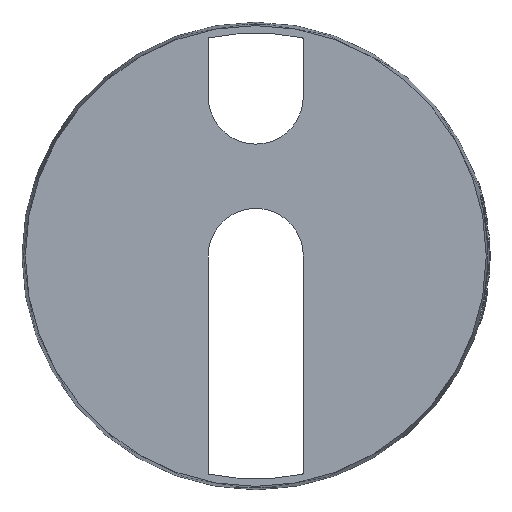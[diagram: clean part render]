
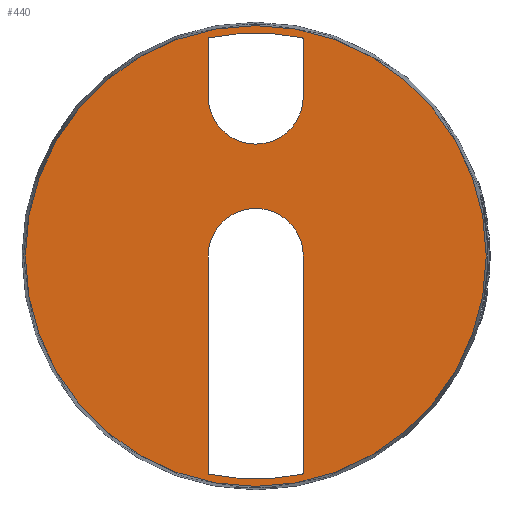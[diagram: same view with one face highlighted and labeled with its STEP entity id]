
A CAD part, left-side view. The second image highlights one B-rep face of the part: STEP entity #440.
In plain terms, the highlighted planar face has unit normal (-1, 0, 0).
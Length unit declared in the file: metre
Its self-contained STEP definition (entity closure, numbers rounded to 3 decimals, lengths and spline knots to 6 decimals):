
#440=ADVANCED_FACE('',(#1093,#1094,#1095),#1096,.F.);
#1093=FACE_OUTER_BOUND('',#1886,.T.);
#1094=FACE_BOUND('',#1887,.T.);
#1095=FACE_BOUND('',#1888,.T.);
#1096=PLANE('',#1889);
#1886=EDGE_LOOP('',(#4253));
#1887=EDGE_LOOP('',(#4254,#4255,#4256,#4257,#4258,#4259));
#1888=EDGE_LOOP('',(#4260,#4261,#4262,#4263,#4264,#4265));
#1889=AXIS2_PLACEMENT_3D('',#4266,#4267,#4268);
#4253=ORIENTED_EDGE('',*,*,#4717,.T.);
#4254=ORIENTED_EDGE('',*,*,#4719,.F.);
#4255=ORIENTED_EDGE('',*,*,#4720,.F.);
#4256=ORIENTED_EDGE('',*,*,#4721,.F.);
#4257=ORIENTED_EDGE('',*,*,#4722,.F.);
#4258=ORIENTED_EDGE('',*,*,#4723,.F.);
#4259=ORIENTED_EDGE('',*,*,#4724,.F.);
#4260=ORIENTED_EDGE('',*,*,#4725,.F.);
#4261=ORIENTED_EDGE('',*,*,#4726,.F.);
#4262=ORIENTED_EDGE('',*,*,#4727,.F.);
#4263=ORIENTED_EDGE('',*,*,#4728,.F.);
#4264=ORIENTED_EDGE('',*,*,#4729,.F.);
#4265=ORIENTED_EDGE('',*,*,#4730,.F.);
#4266=CARTESIAN_POINT('',(-0.0055,-0.0265,0.));
#4267=DIRECTION('',(1.0,0.0,0.0));
#4268=DIRECTION('',(0.0,1.0,0.0));
#4717=EDGE_CURVE('',#4852,#4852,#4853,.F.);
#4719=EDGE_CURVE('',#4855,#4856,#4857,.T.);
#4720=EDGE_CURVE('',#4858,#4855,#4859,.T.);
#4721=EDGE_CURVE('',#4860,#4858,#4861,.T.);
#4722=EDGE_CURVE('',#4862,#4860,#4863,.T.);
#4723=EDGE_CURVE('',#4864,#4862,#4865,.T.);
#4724=EDGE_CURVE('',#4856,#4864,#4866,.T.);
#4725=EDGE_CURVE('',#4867,#4868,#4869,.T.);
#4726=EDGE_CURVE('',#4870,#4867,#4871,.T.);
#4727=EDGE_CURVE('',#4872,#4870,#4873,.T.);
#4728=EDGE_CURVE('',#4874,#4872,#4875,.T.);
#4729=EDGE_CURVE('',#4876,#4874,#4877,.T.);
#4730=EDGE_CURVE('',#4868,#4876,#4878,.T.);
#4852=VERTEX_POINT('',#5192);
#4853=CIRCLE('',#5193,0.038737);
#4855=VERTEX_POINT('',#5195);
#4856=VERTEX_POINT('',#5196);
#4857=CIRCLE('',#5197,0.0002);
#4858=VERTEX_POINT('',#5198);
#4859=CIRCLE('',#5199,0.0375);
#4860=VERTEX_POINT('',#5200);
#4861=CIRCLE('',#5201,0.000199);
#4862=VERTEX_POINT('',#5202);
#4863=LINE('',#5203,#5204);
#4864=VERTEX_POINT('',#5205);
#4865=CIRCLE('',#5206,0.008);
#4866=LINE('',#5207,#5208);
#4867=VERTEX_POINT('',#5209);
#4868=VERTEX_POINT('',#5210);
#4869=LINE('',#5211,#5212);
#4870=VERTEX_POINT('',#5213);
#4871=CIRCLE('',#5214,0.008);
#4872=VERTEX_POINT('',#5215);
#4873=LINE('',#5216,#5217);
#4874=VERTEX_POINT('',#5218);
#4875=CIRCLE('',#5219,0.000199);
#4876=VERTEX_POINT('',#5220);
#4877=CIRCLE('',#5221,0.0375);
#4878=CIRCLE('',#5222,0.000199);
#5192=CARTESIAN_POINT('',(-0.0055,0.,-0.038737));
#5193=AXIS2_PLACEMENT_3D('',#5300,#5301,#5302);
#5195=CARTESIAN_POINT('',(-0.0055,-0.007842,-0.036671));
#5196=CARTESIAN_POINT('',(-0.0055,-0.008,-0.036476));
#5197=AXIS2_PLACEMENT_3D('',#5303,#5304,#5305);
#5198=CARTESIAN_POINT('',(-0.0055,0.007842,-0.036671));
#5199=AXIS2_PLACEMENT_3D('',#5306,#5307,#5308);
#5200=CARTESIAN_POINT('',(-0.0055,0.008,-0.036476));
#5201=AXIS2_PLACEMENT_3D('',#5309,#5310,#5311);
#5202=CARTESIAN_POINT('',(-0.0055,0.008,0.));
#5203=CARTESIAN_POINT('',(-0.0055,0.008,0.));
#5204=VECTOR('',#5312,1.0);
#5205=CARTESIAN_POINT('',(-0.0055,-0.008,0.));
#5206=AXIS2_PLACEMENT_3D('',#5313,#5314,#5315);
#5207=CARTESIAN_POINT('',(-0.0055,-0.008,0.));
#5208=VECTOR('',#5316,1.0);
#5209=CARTESIAN_POINT('',(-0.0055,-0.008,0.0268));
#5210=CARTESIAN_POINT('',(-0.0055,-0.008,0.036476));
#5211=CARTESIAN_POINT('',(-0.0055,-0.008,0.));
#5212=VECTOR('',#5317,1.0);
#5213=CARTESIAN_POINT('',(-0.0055,0.008,0.0268));
#5214=AXIS2_PLACEMENT_3D('',#5318,#5319,#5320);
#5215=CARTESIAN_POINT('',(-0.0055,0.008,0.036476));
#5216=CARTESIAN_POINT('',(-0.0055,0.008,0.));
#5217=VECTOR('',#5321,1.0);
#5218=CARTESIAN_POINT('',(-0.0055,0.007842,0.036671));
#5219=AXIS2_PLACEMENT_3D('',#5322,#5323,#5324);
#5220=CARTESIAN_POINT('',(-0.0055,-0.007842,0.036671));
#5221=AXIS2_PLACEMENT_3D('',#5325,#5326,#5327);
#5222=AXIS2_PLACEMENT_3D('',#5328,#5329,#5330);
#5300=CARTESIAN_POINT('',(-0.0055,0.0,0.0));
#5301=DIRECTION('',(1.0,0.0,0.0));
#5302=DIRECTION('',(0.0,0.0,-1.0));
#5303=CARTESIAN_POINT('',(-0.0055,-0.0078,-0.036476));
#5304=DIRECTION('',(-1.0,0.0,0.0));
#5305=DIRECTION('',(0.0,0.0,1.0));
#5306=CARTESIAN_POINT('',(-0.0055,0.,0.));
#5307=DIRECTION('',(-1.0,0.0,0.0));
#5308=DIRECTION('',(0.0,0.0,1.0));
#5309=CARTESIAN_POINT('',(-0.0055,0.007801,-0.036476));
#5310=DIRECTION('',(-1.0,0.0,0.0));
#5311=DIRECTION('',(0.0,0.0,1.0));
#5312=DIRECTION('',(0.0,0.,-1.0));
#5313=CARTESIAN_POINT('',(-0.0055,0.,0.));
#5314=DIRECTION('',(-1.0,0.0,0.0));
#5315=DIRECTION('',(0.0,0.0,1.0));
#5316=DIRECTION('',(0.0,0.,1.0));
#5317=DIRECTION('',(0.0,0.,1.0));
#5318=CARTESIAN_POINT('',(-0.0055,0.,0.0268));
#5319=DIRECTION('',(-1.0,0.0,0.0));
#5320=DIRECTION('',(0.0,0.0,1.0));
#5321=DIRECTION('',(0.0,0.,-1.0));
#5322=CARTESIAN_POINT('',(-0.0055,0.007801,0.036476));
#5323=DIRECTION('',(-1.0,0.0,0.0));
#5324=DIRECTION('',(0.0,0.0,1.0));
#5325=CARTESIAN_POINT('',(-0.0055,0.,0.));
#5326=DIRECTION('',(-1.0,0.0,0.0));
#5327=DIRECTION('',(0.0,0.0,1.0));
#5328=CARTESIAN_POINT('',(-0.0055,-0.007801,0.036476));
#5329=DIRECTION('',(-1.0,0.0,0.0));
#5330=DIRECTION('',(0.0,0.0,1.0));
